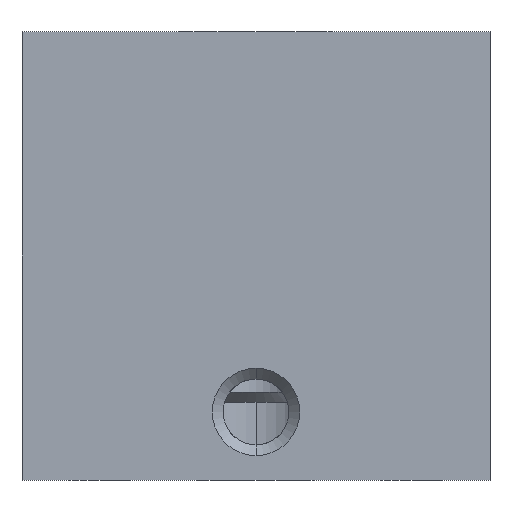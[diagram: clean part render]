
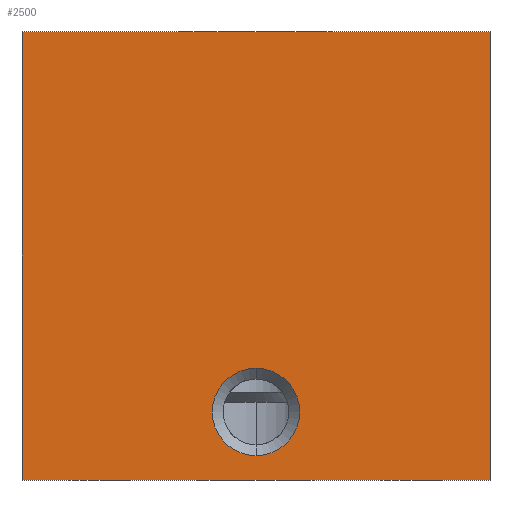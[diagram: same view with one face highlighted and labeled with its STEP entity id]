
A CAD part, front view. The second image highlights one B-rep face of the part: STEP entity #2500.
In plain terms, the highlighted planar face has unit normal (0, -1, 0).
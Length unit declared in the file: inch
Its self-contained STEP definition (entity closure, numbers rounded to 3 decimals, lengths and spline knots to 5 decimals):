
#5=DIRECTION('',(1.,0.,0.));
#6=VECTOR('',#5,3.);
#7=CARTESIAN_POINT('',(0.,-2.438,0.));
#8=LINE('',#7,#6);
#125=DIRECTION('',(0.,0.,1.));
#126=VECTOR('',#125,2.875);
#127=CARTESIAN_POINT('',(3.,-2.438,0.));
#128=LINE('',#127,#126);
#149=DIRECTION('',(0.,0.,1.));
#150=VECTOR('',#149,2.875);
#151=CARTESIAN_POINT('',(0.,-2.438,0.));
#152=LINE('',#151,#150);
#153=CARTESIAN_POINT('',(1.5,-2.438,0.438));
#154=DIRECTION('',(0.,1.,0.));
#155=DIRECTION('',(0.,0.,-1.));
#156=AXIS2_PLACEMENT_3D('',#153,#154,#155);
#158=CARTESIAN_POINT('',(1.5,-2.438,0.438));
#159=DIRECTION('',(0.,1.,0.));
#160=DIRECTION('',(0.,0.,1.));
#161=AXIS2_PLACEMENT_3D('',#158,#159,#160);
#175=DIRECTION('',(1.,0.,0.));
#176=VECTOR('',#175,3.);
#177=CARTESIAN_POINT('',(0.,-2.438,2.875));
#178=LINE('',#177,#176);
#2017=CARTESIAN_POINT('',(0.,-2.438,0.));
#2019=VERTEX_POINT('',#2017);
#2020=CARTESIAN_POINT('',(3.,-2.438,0.));
#2021=VERTEX_POINT('',#2020);
#2025=CARTESIAN_POINT('',(0.,-2.438,2.875));
#2027=VERTEX_POINT('',#2025);
#2028=CARTESIAN_POINT('',(3.,-2.438,2.875));
#2029=VERTEX_POINT('',#2028);
#2264=CARTESIAN_POINT('',(1.5,-2.438,0.158));
#2265=CARTESIAN_POINT('',(1.5,-2.438,0.718));
#2266=VERTEX_POINT('',#2264);
#2267=VERTEX_POINT('',#2265);
#2482=CARTESIAN_POINT('',(0.,-2.438,0.));
#2483=DIRECTION('',(0.,-1.,0.));
#2484=DIRECTION('',(1.,0.,0.));
#2485=AXIS2_PLACEMENT_3D('',#2482,#2483,#2484);
#2486=PLANE('',#2485);
#2487=ORIENTED_EDGE('',*,*,#2358,.F.);
#2488=ORIENTED_EDGE('',*,*,#2407,.T.);
#2490=ORIENTED_EDGE('',*,*,#2489,.T.);
#2491=ORIENTED_EDGE('',*,*,#2462,.F.);
#2492=EDGE_LOOP('',(#2487,#2488,#2490,#2491));
#2493=FACE_OUTER_BOUND('',#2492,.F.);
#2495=ORIENTED_EDGE('',*,*,#2494,.F.);
#2497=ORIENTED_EDGE('',*,*,#2496,.F.);
#2498=EDGE_LOOP('',(#2495,#2497));
#2499=FACE_BOUND('',#2498,.F.);
#2500=ADVANCED_FACE('',(#2493,#2499),#2486,.T.);
#157=CIRCLE('',#156,0.28);
#162=CIRCLE('',#161,0.28);
#2358=EDGE_CURVE('',#2019,#2021,#8,.T.);
#2407=EDGE_CURVE('',#2019,#2027,#152,.T.);
#2462=EDGE_CURVE('',#2021,#2029,#128,.T.);
#2489=EDGE_CURVE('',#2027,#2029,#178,.T.);
#2494=EDGE_CURVE('',#2266,#2267,#157,.T.);
#2496=EDGE_CURVE('',#2267,#2266,#162,.T.);
